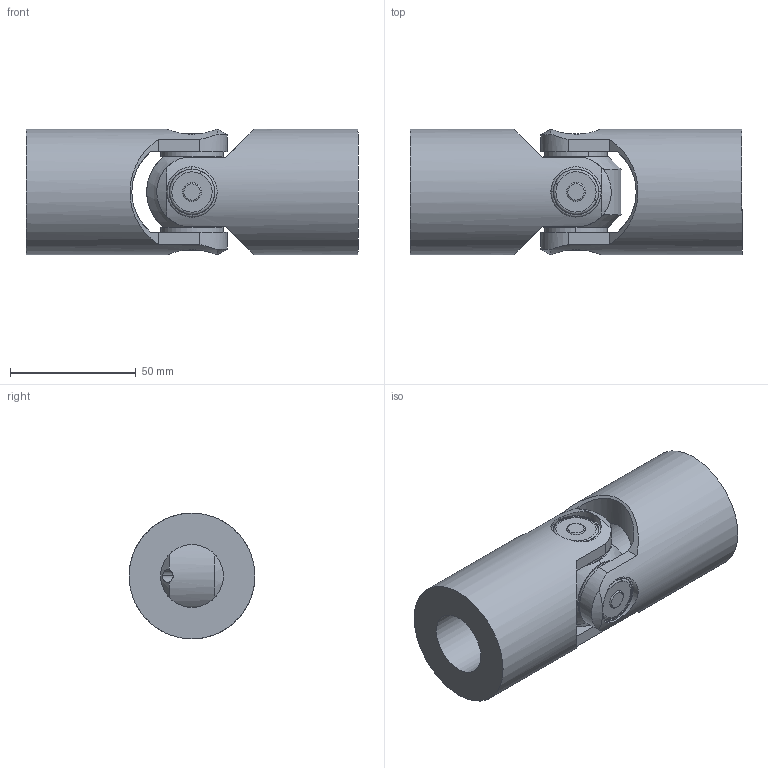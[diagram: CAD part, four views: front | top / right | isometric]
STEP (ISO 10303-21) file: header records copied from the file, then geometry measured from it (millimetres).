
FILE_DESCRIPTION(/* description */ ('Alibre Inc.'),/* implementation_level */ '2;1');
FILE_NAME(/* name */ 'export0',/* time_stamp */ '2012-08-13T16:15:39+02:00',/* author */ (''),/* organization */ (''),/* preprocessor_version */ 'ST-DEVELOPER v12',/* originating_system */ 'Alibre',/* authorisation */ '');
FILE_SCHEMA (('CONFIG_CONTROL_DESIGN'));
Length unit declared in the file: centimetre
Products named in the file (4): ID_1
Bounding box: 132 x 50 x 50 mm (x, y, z)
Volume: 175946.7 mm3; surface area: 51605.2 mm2
Topology: 11 solids, 11 shells, 201 faces, 469 edges, 298 vertices
Faces by surface type: cylinder 83, plane 54, torus 40, cone 24
Full cylindrical faces by diameter (mm): 20 x4, 25 x2, 50 x2
Entity records: 6449 total; most frequent: CARTESIAN_POINT 1534, DIRECTION 956, ORIENTED_EDGE 906, AXIS2_PLACEMENT_3D 460, EDGE_CURVE 453, VERTEX_POINT 290, CIRCLE 255, EDGE_LOOP 245
